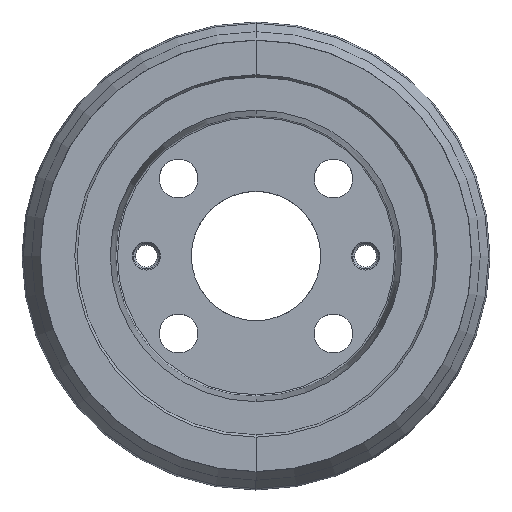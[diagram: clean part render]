
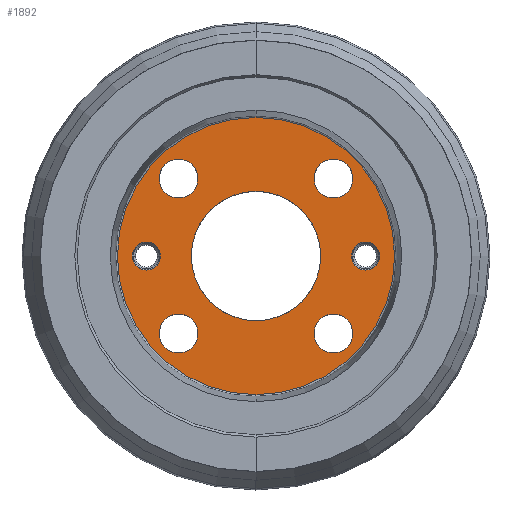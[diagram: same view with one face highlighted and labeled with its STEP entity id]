
A CAD part, top view. The second image highlights one B-rep face of the part: STEP entity #1892.
In plain terms, the highlighted planar face has unit normal (0, 0, 1).
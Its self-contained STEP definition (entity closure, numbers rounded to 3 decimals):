
#677=CARTESIAN_POINT('',(0.,0.,32.));
#678=DIRECTION('',(0.,0.,-1.));
#679=DIRECTION('',(0.,-1.,0.));
#680=AXIS2_PLACEMENT_3D('',#677,#678,#679);
#692=CARTESIAN_POINT('',(0.,0.,32.));
#693=DIRECTION('',(0.,0.,1.));
#694=DIRECTION('',(1.,0.,0.));
#695=AXIS2_PLACEMENT_3D('',#692,#693,#694);
#697=CARTESIAN_POINT('',(0.,0.,32.));
#698=DIRECTION('',(0.,0.,1.));
#699=DIRECTION('',(-1.,0.,0.));
#700=AXIS2_PLACEMENT_3D('',#697,#698,#699);
#702=CARTESIAN_POINT('',(-35.921,-35.921,32.));
#703=DIRECTION('',(0.,0.,1.));
#704=DIRECTION('',(1.,0.,0.));
#705=AXIS2_PLACEMENT_3D('',#702,#703,#704);
#707=CARTESIAN_POINT('',(-35.921,-35.921,32.));
#708=DIRECTION('',(0.,0.,1.));
#709=DIRECTION('',(-1.,0.,0.));
#710=AXIS2_PLACEMENT_3D('',#707,#708,#709);
#712=CARTESIAN_POINT('',(35.921,-35.921,32.));
#713=DIRECTION('',(0.,0.,1.));
#714=DIRECTION('',(1.,0.,0.));
#715=AXIS2_PLACEMENT_3D('',#712,#713,#714);
#717=CARTESIAN_POINT('',(35.921,-35.921,32.));
#718=DIRECTION('',(0.,0.,1.));
#719=DIRECTION('',(-1.,0.,0.));
#720=AXIS2_PLACEMENT_3D('',#717,#718,#719);
#722=CARTESIAN_POINT('',(35.921,35.921,32.));
#723=DIRECTION('',(0.,0.,1.));
#724=DIRECTION('',(1.,0.,0.));
#725=AXIS2_PLACEMENT_3D('',#722,#723,#724);
#727=CARTESIAN_POINT('',(35.921,35.921,32.));
#728=DIRECTION('',(0.,0.,1.));
#729=DIRECTION('',(-1.,0.,0.));
#730=AXIS2_PLACEMENT_3D('',#727,#728,#729);
#732=CARTESIAN_POINT('',(-35.921,35.921,32.));
#733=DIRECTION('',(0.,0.,1.));
#734=DIRECTION('',(1.,0.,0.));
#735=AXIS2_PLACEMENT_3D('',#732,#733,#734);
#737=CARTESIAN_POINT('',(-35.921,35.921,32.));
#738=DIRECTION('',(0.,0.,1.));
#739=DIRECTION('',(-1.,0.,0.));
#740=AXIS2_PLACEMENT_3D('',#737,#738,#739);
#742=CARTESIAN_POINT('',(-50.8,0.,32.));
#743=DIRECTION('',(0.,0.,1.));
#744=DIRECTION('',(-1.,0.,0.));
#745=AXIS2_PLACEMENT_3D('',#742,#743,#744);
#747=CARTESIAN_POINT('',(-50.8,0.,32.));
#748=DIRECTION('',(0.,0.,1.));
#749=DIRECTION('',(1.,0.,0.));
#750=AXIS2_PLACEMENT_3D('',#747,#748,#749);
#752=CARTESIAN_POINT('',(50.8,0.,32.));
#753=DIRECTION('',(0.,0.,1.));
#754=DIRECTION('',(-1.,0.,0.));
#755=AXIS2_PLACEMENT_3D('',#752,#753,#754);
#757=CARTESIAN_POINT('',(50.8,0.,32.));
#758=DIRECTION('',(0.,0.,1.));
#759=DIRECTION('',(1.,0.,0.));
#760=AXIS2_PLACEMENT_3D('',#757,#758,#759);
#762=CARTESIAN_POINT('',(0.,0.,32.));
#763=DIRECTION('',(0.,0.,-1.));
#764=DIRECTION('',(0.,1.,0.));
#765=AXIS2_PLACEMENT_3D('',#762,#763,#764);
#966=CARTESIAN_POINT('',(0.,-64.267,32.));
#967=CARTESIAN_POINT('',(0.,64.267,32.));
#968=VERTEX_POINT('',#966);
#969=VERTEX_POINT('',#967);
#1022=CARTESIAN_POINT('',(-57.3,0.,32.));
#1023=CARTESIAN_POINT('',(-44.3,0.,32.));
#1024=VERTEX_POINT('',#1022);
#1025=VERTEX_POINT('',#1023);
#1038=CARTESIAN_POINT('',(44.3,0.,32.));
#1039=CARTESIAN_POINT('',(57.3,0.,32.));
#1040=VERTEX_POINT('',#1038);
#1041=VERTEX_POINT('',#1039);
#1046=CARTESIAN_POINT('',(30.,0.,32.));
#1047=CARTESIAN_POINT('',(-30.,0.,32.));
#1048=VERTEX_POINT('',#1046);
#1049=VERTEX_POINT('',#1047);
#1122=CARTESIAN_POINT('',(-26.921,-35.921,32.));
#1123=CARTESIAN_POINT('',(-44.921,-35.921,32.));
#1124=VERTEX_POINT('',#1122);
#1125=VERTEX_POINT('',#1123);
#1130=CARTESIAN_POINT('',(44.921,-35.921,32.));
#1131=CARTESIAN_POINT('',(26.921,-35.921,32.));
#1132=VERTEX_POINT('',#1130);
#1133=VERTEX_POINT('',#1131);
#1138=CARTESIAN_POINT('',(44.921,35.921,32.));
#1139=CARTESIAN_POINT('',(26.921,35.921,32.));
#1140=VERTEX_POINT('',#1138);
#1141=VERTEX_POINT('',#1139);
#1146=CARTESIAN_POINT('',(-26.921,35.921,32.));
#1147=CARTESIAN_POINT('',(-44.921,35.921,32.));
#1148=VERTEX_POINT('',#1146);
#1149=VERTEX_POINT('',#1147);
#1842=CARTESIAN_POINT('',(0.,0.,32.));
#1843=DIRECTION('',(0.,0.,-1.));
#1844=DIRECTION('',(0.,-1.,0.));
#1845=AXIS2_PLACEMENT_3D('',#1842,#1843,#1844);
#1846=PLANE('',#1845);
#1847=ORIENTED_EDGE('',*,*,#1832,.T.);
#1849=ORIENTED_EDGE('',*,*,#1848,.T.);
#1850=EDGE_LOOP('',(#1847,#1849));
#1851=FACE_OUTER_BOUND('',#1850,.F.);
#1852=ORIENTED_EDGE('',*,*,#1428,.T.);
#1853=ORIENTED_EDGE('',*,*,#1298,.T.);
#1854=EDGE_LOOP('',(#1852,#1853));
#1855=FACE_BOUND('',#1854,.F.);
#1857=ORIENTED_EDGE('',*,*,#1856,.T.);
#1859=ORIENTED_EDGE('',*,*,#1858,.T.);
#1860=EDGE_LOOP('',(#1857,#1859));
#1861=FACE_BOUND('',#1860,.F.);
#1863=ORIENTED_EDGE('',*,*,#1862,.T.);
#1865=ORIENTED_EDGE('',*,*,#1864,.T.);
#1866=EDGE_LOOP('',(#1863,#1865));
#1867=FACE_BOUND('',#1866,.F.);
#1869=ORIENTED_EDGE('',*,*,#1868,.T.);
#1871=ORIENTED_EDGE('',*,*,#1870,.T.);
#1872=EDGE_LOOP('',(#1869,#1871));
#1873=FACE_BOUND('',#1872,.F.);
#1875=ORIENTED_EDGE('',*,*,#1874,.T.);
#1877=ORIENTED_EDGE('',*,*,#1876,.T.);
#1878=EDGE_LOOP('',(#1875,#1877));
#1879=FACE_BOUND('',#1878,.F.);
#1881=ORIENTED_EDGE('',*,*,#1880,.T.);
#1883=ORIENTED_EDGE('',*,*,#1882,.T.);
#1884=EDGE_LOOP('',(#1881,#1883));
#1885=FACE_BOUND('',#1884,.F.);
#1887=ORIENTED_EDGE('',*,*,#1886,.T.);
#1889=ORIENTED_EDGE('',*,*,#1888,.T.);
#1890=EDGE_LOOP('',(#1887,#1889));
#1891=FACE_BOUND('',#1890,.F.);
#1892=ADVANCED_FACE('',(#1851,#1855,#1861,#1867,#1873,#1879,#1885,#1891),#1846,
.F.);
#681=CIRCLE('',#680,64.267);
#696=CIRCLE('',#695,30.);
#701=CIRCLE('',#700,30.);
#706=CIRCLE('',#705,9.);
#711=CIRCLE('',#710,9.);
#716=CIRCLE('',#715,9.);
#721=CIRCLE('',#720,9.);
#726=CIRCLE('',#725,9.);
#731=CIRCLE('',#730,9.);
#736=CIRCLE('',#735,9.);
#741=CIRCLE('',#740,9.);
#746=CIRCLE('',#745,6.5);
#751=CIRCLE('',#750,6.5);
#756=CIRCLE('',#755,6.5);
#761=CIRCLE('',#760,6.5);
#766=CIRCLE('',#765,64.267);
#1298=EDGE_CURVE('',#1049,#1048,#701,.T.);
#1428=EDGE_CURVE('',#1048,#1049,#696,.T.);
#1832=EDGE_CURVE('',#968,#969,#681,.T.);
#1848=EDGE_CURVE('',#969,#968,#766,.T.);
#1856=EDGE_CURVE('',#1124,#1125,#706,.T.);
#1858=EDGE_CURVE('',#1125,#1124,#711,.T.);
#1862=EDGE_CURVE('',#1132,#1133,#716,.T.);
#1864=EDGE_CURVE('',#1133,#1132,#721,.T.);
#1868=EDGE_CURVE('',#1140,#1141,#726,.T.);
#1870=EDGE_CURVE('',#1141,#1140,#731,.T.);
#1874=EDGE_CURVE('',#1148,#1149,#736,.T.);
#1876=EDGE_CURVE('',#1149,#1148,#741,.T.);
#1880=EDGE_CURVE('',#1024,#1025,#746,.T.);
#1882=EDGE_CURVE('',#1025,#1024,#751,.T.);
#1886=EDGE_CURVE('',#1040,#1041,#756,.T.);
#1888=EDGE_CURVE('',#1041,#1040,#761,.T.);
